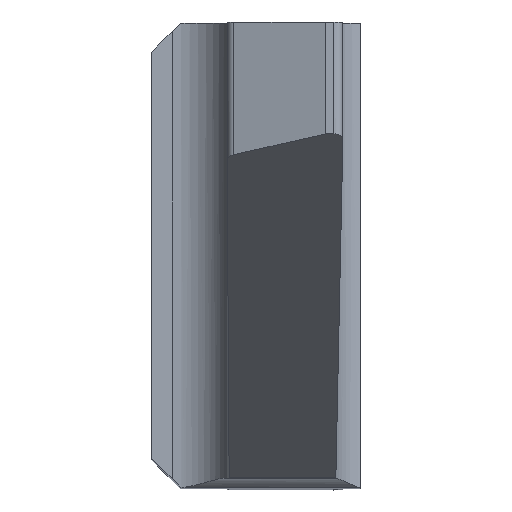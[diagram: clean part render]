
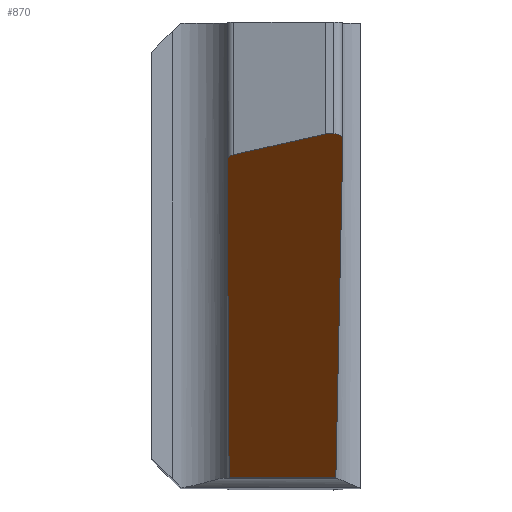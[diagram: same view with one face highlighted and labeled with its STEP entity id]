
A CAD part, top view. The second image highlights one B-rep face of the part: STEP entity #870.
In plain terms, the highlighted planar face has unit normal (0, -0.766, 0.643).
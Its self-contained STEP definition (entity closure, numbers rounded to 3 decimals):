
#11 = CARTESIAN_POINT ( 'NONE',  ( 3.177, -3.85, 12.938 ) ) ;
#31 =( BOUNDED_CURVE ( )  B_SPLINE_CURVE ( 3, ( #597, #52, #512, #868 ),
 .UNSPECIFIED., .F., .T. ) 
 B_SPLINE_CURVE_WITH_KNOTS ( ( 4, 4 ),
 ( 1.553, 3.168 ),
 .UNSPECIFIED. ) 
 CURVE ( )  GEOMETRIC_REPRESENTATION_ITEM ( )  RATIONAL_B_SPLINE_CURVE ( ( 1., 0.794, 0.794, 1. ) ) 
 REPRESENTATION_ITEM ( '' )  );
#44 = ORIENTED_EDGE ( 'NONE', *, *, #906, .T. ) ;
#52 = CARTESIAN_POINT ( 'NONE',  ( 3.299, 2.021, 19.934 ) ) ;
#150 = LINE ( 'NONE', #972, #977 ) ;
#207 = AXIS2_PLACEMENT_3D ( 'NONE', #414, #872, #699 ) ;
#213 = EDGE_LOOP ( 'NONE', ( #1048, #1120, #804, #1011, #847, #44, #670 ) ) ;
#305 = LINE ( 'NONE', #397, #677 ) ;
#334 = EDGE_CURVE ( 'NONE', #756, #1091, #305, .T. ) ;
#352 = CARTESIAN_POINT ( 'NONE',  ( 3.6, -3.85, 12.938 ) ) ;
#375 = LINE ( 'NONE', #643, #748 ) ;
#397 = CARTESIAN_POINT ( 'NONE',  ( 1.3, 2.083, 20.008 ) ) ;
#414 = CARTESIAN_POINT ( 'NONE',  ( 3.6, 2.089, 20.015 ) ) ;
#430 = DIRECTION ( 'NONE',  ( -0.944, -0.212, -0.253 ) ) ;
#452 = CARTESIAN_POINT ( 'NONE',  ( 3.297, 1.944, 19.843 ) ) ;
#458 = EDGE_CURVE ( 'NONE', #721, #687, #31, .T. ) ;
#503 = CARTESIAN_POINT ( 'NONE',  ( 1.345, 1.697, 19.549 ) ) ;
#509 = PLANE ( 'NONE',  #207 ) ;
#512 = CARTESIAN_POINT ( 'NONE',  ( 3.234, 2.074, 19.998 ) ) ;
#527 = EDGE_CURVE ( 'NONE', #590, #1091, #1082, .T. ) ;
#534 = CARTESIAN_POINT ( 'NONE',  ( 3.143, 2.072, 19.996 ) ) ;
#564 = VECTOR ( 'NONE', #792, 1000. ) ;
#590 = VERTEX_POINT ( 'NONE', #11 ) ;
#597 = CARTESIAN_POINT ( 'NONE',  ( 3.297, 1.944, 19.843 ) ) ;
#602 = CARTESIAN_POINT ( 'NONE',  ( 1.337, -3.85, 12.938 ) ) ;
#630 =( BOUNDED_CURVE ( )  B_SPLINE_CURVE ( 3, ( #1146, #503, #862, #1059 ),
 .UNSPECIFIED., .F., .T. ) 
 B_SPLINE_CURVE_WITH_KNOTS ( ( 4, 4 ),
 ( 0.262, 1.576 ),
 .UNSPECIFIED. ) 
 CURVE ( )  GEOMETRIC_REPRESENTATION_ITEM ( )  RATIONAL_B_SPLINE_CURVE ( ( 1., 0.861, 0.861, 1. ) ) 
 REPRESENTATION_ITEM ( '' )  );
#643 = CARTESIAN_POINT ( 'NONE',  ( 3.3, 2.091, 20.018 ) ) ;
#670 = ORIENTED_EDGE ( 'NONE', *, *, #334, .T. ) ;
#677 = VECTOR ( 'NONE', #753, 1000. ) ;
#687 = VERTEX_POINT ( 'NONE', #534 ) ;
#699 = DIRECTION ( 'NONE',  ( 0., 0.643, 0.766 ) ) ;
#700 = CARTESIAN_POINT ( 'NONE',  ( 2.999, 2.069, 19.992 ) ) ;
#721 = VERTEX_POINT ( 'NONE', #452 ) ;
#726 = EDGE_CURVE ( 'NONE', #687, #1095, #889, .T. ) ;
#748 = VECTOR ( 'NONE', #1005, 1000. ) ;
#753 = DIRECTION ( 'NONE',  ( 0.004, -0.643, -0.766 ) ) ;
#756 = VERTEX_POINT ( 'NONE', #793 ) ;
#792 = DIRECTION ( 'NONE',  ( -1., 0., 0. ) ) ;
#793 = CARTESIAN_POINT ( 'NONE',  ( 1.303, 1.59, 19.422 ) ) ;
#804 = ORIENTED_EDGE ( 'NONE', *, *, #458, .T. ) ;
#810 = EDGE_CURVE ( 'NONE', #1095, #936, #150, .T. ) ;
#847 = ORIENTED_EDGE ( 'NONE', *, *, #810, .T. ) ;
#862 = CARTESIAN_POINT ( 'NONE',  ( 1.302, 1.65, 19.493 ) ) ;
#868 = CARTESIAN_POINT ( 'NONE',  ( 3.143, 2.072, 19.996 ) ) ;
#870 = ADVANCED_FACE ( 'NONE', ( #964 ), #509, .F. ) ;
#872 = DIRECTION ( 'NONE',  ( 0., 0.766, -0.643 ) ) ;
#889 = LINE ( 'NONE', #986, #1117 ) ;
#906 = EDGE_CURVE ( 'NONE', #936, #756, #630, .T. ) ;
#936 = VERTEX_POINT ( 'NONE', #1086 ) ;
#960 = EDGE_CURVE ( 'NONE', #590, #721, #375, .T. ) ;
#964 = FACE_OUTER_BOUND ( 'NONE', #213, .T. ) ;
#972 = CARTESIAN_POINT ( 'NONE',  ( 14.122, 4.57, 22.973 ) ) ;
#977 = VECTOR ( 'NONE', #430, 1000. ) ;
#986 = CARTESIAN_POINT ( 'NONE',  ( 3.6, 2.082, 20.008 ) ) ;
#1005 = DIRECTION ( 'NONE',  ( 0.013, 0.643, 0.766 ) ) ;
#1011 = ORIENTED_EDGE ( 'NONE', *, *, #726, .T. ) ;
#1048 = ORIENTED_EDGE ( 'NONE', *, *, #527, .F. ) ;
#1059 = CARTESIAN_POINT ( 'NONE',  ( 1.303, 1.59, 19.422 ) ) ;
#1082 = LINE ( 'NONE', #352, #564 ) ;
#1086 = CARTESIAN_POINT ( 'NONE',  ( 1.414, 1.713, 19.567 ) ) ;
#1091 = VERTEX_POINT ( 'NONE', #602 ) ;
#1095 = VERTEX_POINT ( 'NONE', #700 ) ;
#1117 = VECTOR ( 'NONE', #1142, 1000. ) ;
#1120 = ORIENTED_EDGE ( 'NONE', *, *, #960, .T. ) ;
#1142 = DIRECTION ( 'NONE',  ( -0.999, -0.022, -0.026 ) ) ;
#1146 = CARTESIAN_POINT ( 'NONE',  ( 1.414, 1.713, 19.567 ) ) ;
